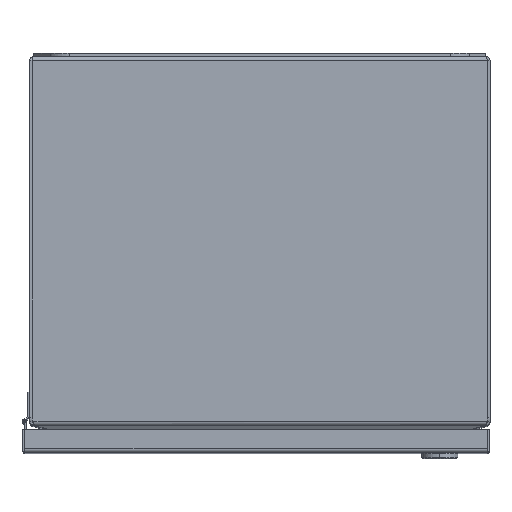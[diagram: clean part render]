
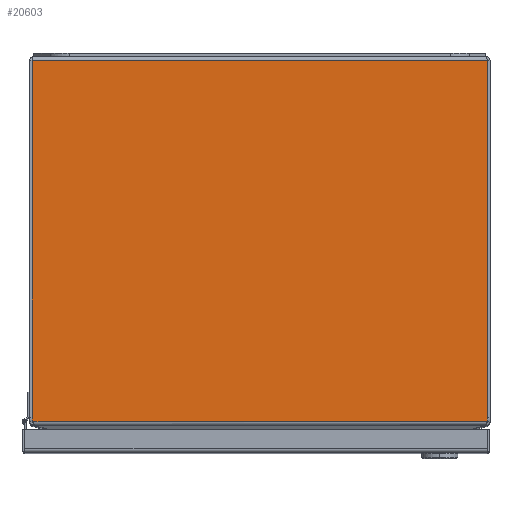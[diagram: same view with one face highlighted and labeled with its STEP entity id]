
A CAD part, top view. The second image highlights one B-rep face of the part: STEP entity #20603.
In plain terms, the highlighted planar face has unit normal (0, 0, 1).
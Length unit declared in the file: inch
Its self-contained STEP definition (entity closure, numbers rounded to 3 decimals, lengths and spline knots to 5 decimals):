
#849 = VERTEX_POINT ( 'NONE', #15823 ) ;
#911 = CARTESIAN_POINT ( 'NONE',  ( 4.92653, -7.93401, 6. ) ) ;
#1152 = VERTEX_POINT ( 'NONE', #911 ) ;
#1314 = ORIENTED_EDGE ( 'NONE', *, *, #18272, .F. ) ;
#2150 = CARTESIAN_POINT ( 'NONE',  ( 34.527, 0., 6. ) ) ;
#2793 = AXIS2_PLACEMENT_3D ( 'NONE', #20562, #20200, #16298 ) ;
#2933 = ORIENTED_EDGE ( 'NONE', *, *, #10394, .F. ) ;
#3081 = LINE ( 'NONE', #22096, #23720 ) ;
#3292 = VECTOR ( 'NONE', #11317, 39.37008 ) ;
#3362 = ORIENTED_EDGE ( 'NONE', *, *, #21795, .F. ) ;
#3757 = CARTESIAN_POINT ( 'NONE',  ( -4.94289, -0.086, 6. ) ) ;
#4037 = PLANE ( 'NONE',  #4537 ) ;
#4537 = AXIS2_PLACEMENT_3D ( 'NONE', #2150, #19402, #5536 ) ;
#5275 = DIRECTION ( 'NONE',  ( -1., 0., 0. ) ) ;
#5437 = EDGE_LOOP ( 'NONE', ( #20547, #1314, #14538, #19213, #3362, #2933 ) ) ;
#5536 = DIRECTION ( 'NONE',  ( -1., 0., 0. ) ) ;
#6435 = CARTESIAN_POINT ( 'NONE',  ( 4.94289, -0.086, 6. ) ) ;
#6969 = AXIS2_PLACEMENT_3D ( 'NONE', #10817, #24402, #5275 ) ;
#7563 = VECTOR ( 'NONE', #17453, 39.37008 ) ;
#7694 = VERTEX_POINT ( 'NONE', #20602 ) ;
#7722 = EDGE_CURVE ( 'NONE', #9796, #23929, #9639, .T. ) ;
#7881 = CARTESIAN_POINT ( 'NONE',  ( 34.527, -0.086, 6. ) ) ;
#9639 = LINE ( 'NONE', #7881, #7563 ) ;
#9796 = VERTEX_POINT ( 'NONE', #3757 ) ;
#10394 = EDGE_CURVE ( 'NONE', #1152, #21919, #21932, .T. ) ;
#10698 = LINE ( 'NONE', #18384, #3292 ) ;
#10817 = CARTESIAN_POINT ( 'NONE',  ( -4.66189, -7.83953, 6. ) ) ;
#11317 = DIRECTION ( 'NONE',  ( 0., -1., 0. ) ) ;
#12114 = CARTESIAN_POINT ( 'NONE',  ( 34.527, -7.93401, 6. ) ) ;
#12641 = EDGE_CURVE ( 'NONE', #849, #1152, #13645, .T. ) ;
#13645 = CIRCLE ( 'NONE', #2793, 0.281 ) ;
#14538 = ORIENTED_EDGE ( 'NONE', *, *, #7722, .F. ) ;
#15363 = FACE_OUTER_BOUND ( 'NONE', #5437, .T. ) ;
#15823 = CARTESIAN_POINT ( 'NONE',  ( 4.94289, -7.83953, 6. ) ) ;
#15934 = EDGE_CURVE ( 'NONE', #9796, #7694, #3081, .T. ) ;
#16298 = DIRECTION ( 'NONE',  ( 0., 1., 0. ) ) ;
#17078 = CIRCLE ( 'NONE', #6969, 0.281 ) ;
#17453 = DIRECTION ( 'NONE',  ( 1., 0., 0. ) ) ;
#18272 = EDGE_CURVE ( 'NONE', #23929, #849, #10698, .T. ) ;
#18384 = CARTESIAN_POINT ( 'NONE',  ( 4.94289, -0.086, 6. ) ) ;
#19125 = CARTESIAN_POINT ( 'NONE',  ( -4.92653, -7.93401, 6. ) ) ;
#19213 = ORIENTED_EDGE ( 'NONE', *, *, #15934, .T. ) ;
#19402 = DIRECTION ( 'NONE',  ( 0., 0., -1. ) ) ;
#20038 = DIRECTION ( 'NONE',  ( -1., 0., 0. ) ) ;
#20200 = DIRECTION ( 'NONE',  ( 0., 0., -1. ) ) ;
#20326 = DIRECTION ( 'NONE',  ( 0., -1., 0. ) ) ;
#20547 = ORIENTED_EDGE ( 'NONE', *, *, #12641, .F. ) ;
#20562 = CARTESIAN_POINT ( 'NONE',  ( 4.66189, -7.83953, 6. ) ) ;
#20602 = CARTESIAN_POINT ( 'NONE',  ( -4.94289, -7.83953, 6. ) ) ;
#20603 = ADVANCED_FACE ( 'NONE', ( #15363 ), #4037, .F. ) ;
#21795 = EDGE_CURVE ( 'NONE', #21919, #7694, #17078, .T. ) ;
#21919 = VERTEX_POINT ( 'NONE', #19125 ) ;
#21932 = LINE ( 'NONE', #12114, #22324 ) ;
#22096 = CARTESIAN_POINT ( 'NONE',  ( -4.94289, -0.086, 6. ) ) ;
#22324 = VECTOR ( 'NONE', #20038, 39.37008 ) ;
#23720 = VECTOR ( 'NONE', #20326, 39.37008 ) ;
#23929 = VERTEX_POINT ( 'NONE', #6435 ) ;
#24402 = DIRECTION ( 'NONE',  ( 0., 0., -1. ) ) ;
